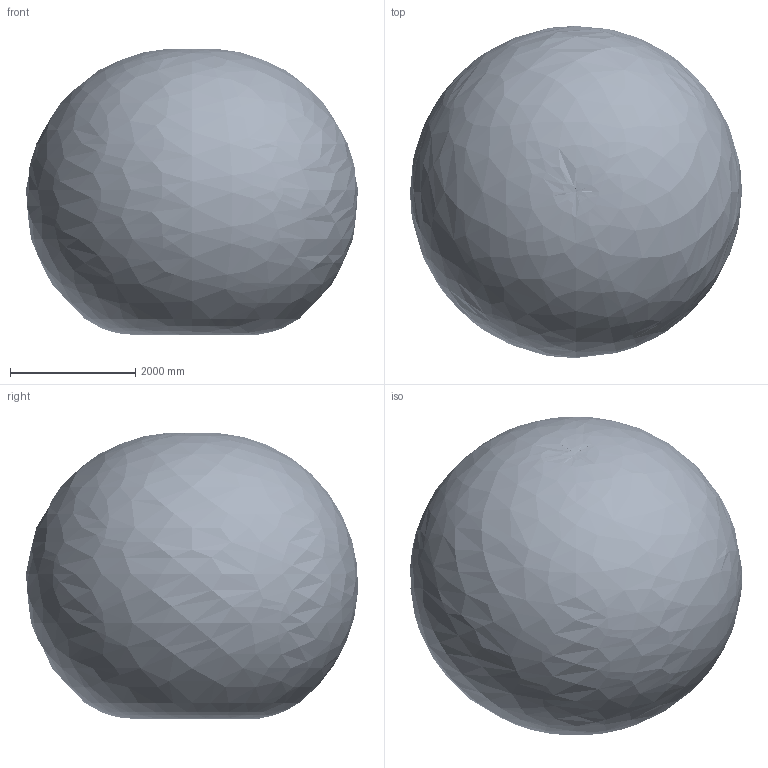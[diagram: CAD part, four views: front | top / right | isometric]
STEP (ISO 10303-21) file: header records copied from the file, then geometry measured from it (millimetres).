
FILE_DESCRIPTION(/* description */ ('Norm.iam Teamplte'),/* implementation_level */ '2;1');
FILE_NAME(/* name */ '3D-model_AT_00035.01-SE01.stp',/* time_stamp */ '2026-02-25T13:30:30+01:00',/* author */ ('Tim.Ketterer'),/* organization */ (''),/* preprocessor_version */ 'ST-DEVELOPER v19.2',/* originating_system */ 'Autodesk Inventor 2023',/* authorisation */ '');
FILE_SCHEMA (('CONFIG_CONTROL_DESIGN'));
Products named in the file (10): AT_00035.01-SE01_DUMMY articc6-2400-270kg; MT_WST00107830 Dummy Grundgestell; MT_WST00109628 Dummy Grundgestell; MT_WST00121881; MT_WST00121875; MT_WST00121921; MT_WST00109627 Dummy Hand; MT_WST00108694 Blindstopfen; MT_WST00109626 Dummy Flansch; MT_WST00121923 Arbeitsbereich
Assembly tree (11 placements, depth 2):
  AT_00035.01-SE01_DUMMY articc6-2400-270kg
    MT_WST00107830 Dummy Grundgestell
    MT_WST00109628 Dummy Grundgestell
    MT_WST00121881
    MT_WST00121875
    MT_WST00121921
    MT_WST00109627 Dummy Hand
    MT_WST00108694 Blindstopfen  x3
    MT_WST00109626 Dummy Flansch
    MT_WST00121923 Arbeitsbereich
Bounding box: 5294.72 x 5296.33 x 4572.22 mm (x, y, z)
Volume: 66048585041.4 mm3; surface area: 111330799 mm2
Topology: 18 solids, 20 shells, 6244 faces, 15093 edges, 9387 vertices
Faces by surface type: plane 1871, cylinder 1661, bspline 1568, torus 600, cone 456, sphere 88
Full cylindrical faces by diameter (mm): 0.95 x8, 4 x1, 4.5 x2, 4.7 x3, 4.917 x4, 5 x6, 5.5 x2, 6.5 x2, 6.647 x42, 6.8 x4, 7 x140, 7.53 x2, 7.6 x140, 8 x8, 8.376 x6, 8.5 x4, 8.8 x2, 9 x1, 10 x12, 10.106 x4, 10.5 x2, 10.917 x1, 11 x13, 12 x2, 12.2 x1, 12.4 x6, 13 x34, 13.5 x2, 13.6 x76, 13.835 x12
Entity records: 260501 total; most frequent: CARTESIAN_POINT 116397, ORIENTED_EDGE 29506, DIRECTION 27342, EDGE_CURVE 14753, AXIS2_PLACEMENT_3D 11583, VERTEX_POINT 9291, EDGE_LOOP 7056, CIRCLE 6682
